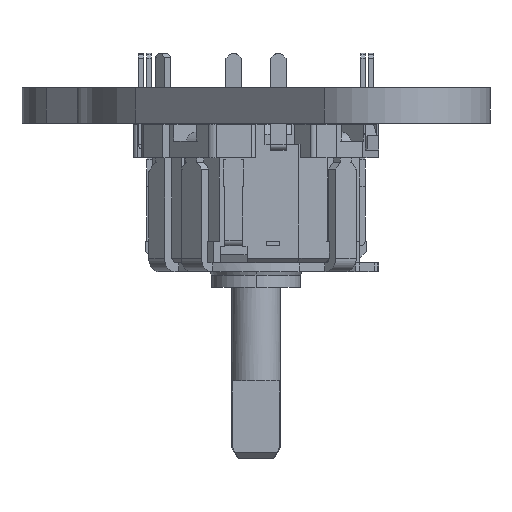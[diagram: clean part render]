
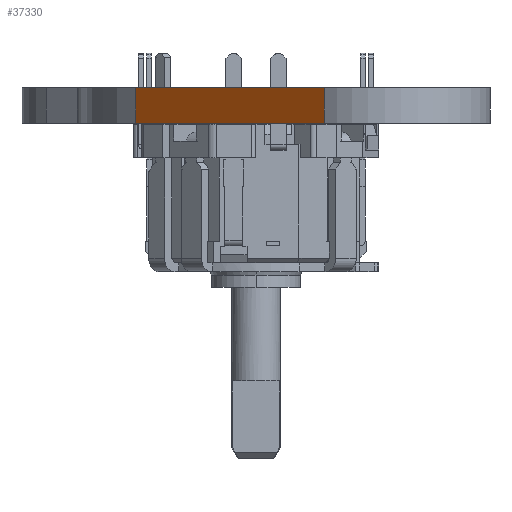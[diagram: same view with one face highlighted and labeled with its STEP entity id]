
A CAD part, front view. The second image highlights one B-rep face of the part: STEP entity #37330.
In plain terms, the highlighted planar face has unit normal (-0.71, -0.704, 0).
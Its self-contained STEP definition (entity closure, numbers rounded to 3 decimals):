
#37212 = EDGE_CURVE('',#37213,#37215,#37217,.T.);
#37213 = VERTEX_POINT('',#37214);
#37214 = CARTESIAN_POINT('',(3.05,-13.89,0.));
#37215 = VERTEX_POINT('',#37216);
#37216 = CARTESIAN_POINT('',(3.05,-13.89,1.6));
#37217 = SURFACE_CURVE('',#37218,(#37222,#37234),.PCURVE_S1.);
#37218 = LINE('',#37219,#37220);
#37219 = CARTESIAN_POINT('',(3.05,-13.89,0.));
#37220 = VECTOR('',#37221,1.);
#37221 = DIRECTION('',(0.,0.,1.));
#37222 = PCURVE('',#37223,#37228);
#37223 = CYLINDRICAL_SURFACE('',#37224,4.494);
#37224 = AXIS2_PLACEMENT_3D('',#37225,#37226,#37227);
#37225 = CARTESIAN_POINT('',(6.,-10.5,0.));
#37226 = DIRECTION('',(0.,0.,-1.));
#37227 = DIRECTION('',(1.,0.,0.));
#37228 = DEFINITIONAL_REPRESENTATION('',(#37229),#37233);
#37229 = LINE('',#37230,#37231);
#37230 = CARTESIAN_POINT('',(-3.996,0.));
#37231 = VECTOR('',#37232,1.);
#37232 = DIRECTION('',(0.,-1.));
#37233 = ( GEOMETRIC_REPRESENTATION_CONTEXT(2) 
PARAMETRIC_REPRESENTATION_CONTEXT() REPRESENTATION_CONTEXT('2D SPACE',''
  ) );
#37234 = PCURVE('',#37235,#37240);
#37235 = PLANE('',#37236);
#37236 = AXIS2_PLACEMENT_3D('',#37237,#37238,#37239);
#37237 = CARTESIAN_POINT('',(-5.388,-5.388,0.));
#37238 = DIRECTION('',(0.71,0.704,0.));
#37239 = DIRECTION('',(0.704,-0.71,0.));
#37240 = DEFINITIONAL_REPRESENTATION('',(#37241),#37245);
#37241 = LINE('',#37242,#37243);
#37242 = CARTESIAN_POINT('',(11.978,0.));
#37243 = VECTOR('',#37244,1.);
#37244 = DIRECTION('',(0.,-1.));
#37245 = ( GEOMETRIC_REPRESENTATION_CONTEXT(2) 
PARAMETRIC_REPRESENTATION_CONTEXT() REPRESENTATION_CONTEXT('2D SPACE',''
  ) );
#37264 = PLANE('',#37265);
#37265 = AXIS2_PLACEMENT_3D('',#37266,#37267,#37268);
#37266 = CARTESIAN_POINT('',(0.,0.,
    1.6));
#37267 = DIRECTION('',(0.,0.,1.));
#37268 = DIRECTION('',(1.,0.,0.));
#37319 = PLANE('',#37320);
#37320 = AXIS2_PLACEMENT_3D('',#37321,#37322,#37323);
#37321 = CARTESIAN_POINT('',(0.,0.,
    0.));
#37322 = DIRECTION('',(0.,0.,1.));
#37323 = DIRECTION('',(1.,0.,0.));
#37330 = ADVANCED_FACE('',(#37331),#37235,.F.);
#37331 = FACE_BOUND('',#37332,.F.);
#37332 = EDGE_LOOP('',(#37333,#37363,#37384,#37385));
#37333 = ORIENTED_EDGE('',*,*,#37334,.T.);
#37334 = EDGE_CURVE('',#37335,#37337,#37339,.T.);
#37335 = VERTEX_POINT('',#37336);
#37336 = CARTESIAN_POINT('',(-5.388,-5.388,0.));
#37337 = VERTEX_POINT('',#37338);
#37338 = CARTESIAN_POINT('',(-5.388,-5.388,1.6));
#37339 = SURFACE_CURVE('',#37340,(#37344,#37351),.PCURVE_S1.);
#37340 = LINE('',#37341,#37342);
#37341 = CARTESIAN_POINT('',(-5.388,-5.388,0.));
#37342 = VECTOR('',#37343,1.);
#37343 = DIRECTION('',(0.,0.,1.));
#37344 = PCURVE('',#37235,#37345);
#37345 = DEFINITIONAL_REPRESENTATION('',(#37346),#37350);
#37346 = LINE('',#37347,#37348);
#37347 = CARTESIAN_POINT('',(0.,0.));
#37348 = VECTOR('',#37349,1.);
#37349 = DIRECTION('',(0.,-1.));
#37350 = ( GEOMETRIC_REPRESENTATION_CONTEXT(2) 
PARAMETRIC_REPRESENTATION_CONTEXT() REPRESENTATION_CONTEXT('2D SPACE',''
  ) );
#37351 = PCURVE('',#37352,#37357);
#37352 = CYLINDRICAL_SURFACE('',#37353,7.62);
#37353 = AXIS2_PLACEMENT_3D('',#37354,#37355,#37356);
#37354 = CARTESIAN_POINT('',(0.,0.,0.));
#37355 = DIRECTION('',(0.,0.,-1.));
#37356 = DIRECTION('',(1.,0.,0.));
#37357 = DEFINITIONAL_REPRESENTATION('',(#37358),#37362);
#37358 = LINE('',#37359,#37360);
#37359 = CARTESIAN_POINT('',(-3.927,0.));
#37360 = VECTOR('',#37361,1.);
#37361 = DIRECTION('',(0.,-1.));
#37362 = ( GEOMETRIC_REPRESENTATION_CONTEXT(2) 
PARAMETRIC_REPRESENTATION_CONTEXT() REPRESENTATION_CONTEXT('2D SPACE',''
  ) );
#37363 = ORIENTED_EDGE('',*,*,#37364,.T.);
#37364 = EDGE_CURVE('',#37337,#37215,#37365,.T.);
#37365 = SURFACE_CURVE('',#37366,(#37370,#37377),.PCURVE_S1.);
#37366 = LINE('',#37367,#37368);
#37367 = CARTESIAN_POINT('',(-5.388,-5.388,1.6));
#37368 = VECTOR('',#37369,1.);
#37369 = DIRECTION('',(0.704,-0.71,0.));
#37370 = PCURVE('',#37235,#37371);
#37371 = DEFINITIONAL_REPRESENTATION('',(#37372),#37376);
#37372 = LINE('',#37373,#37374);
#37373 = CARTESIAN_POINT('',(0.,-1.6));
#37374 = VECTOR('',#37375,1.);
#37375 = DIRECTION('',(1.,0.));
#37376 = ( GEOMETRIC_REPRESENTATION_CONTEXT(2) 
PARAMETRIC_REPRESENTATION_CONTEXT() REPRESENTATION_CONTEXT('2D SPACE',''
  ) );
#37377 = PCURVE('',#37264,#37378);
#37378 = DEFINITIONAL_REPRESENTATION('',(#37379),#37383);
#37379 = LINE('',#37380,#37381);
#37380 = CARTESIAN_POINT('',(-5.388,-5.388));
#37381 = VECTOR('',#37382,1.);
#37382 = DIRECTION('',(0.704,-0.71));
#37383 = ( GEOMETRIC_REPRESENTATION_CONTEXT(2) 
PARAMETRIC_REPRESENTATION_CONTEXT() REPRESENTATION_CONTEXT('2D SPACE',''
  ) );
#37384 = ORIENTED_EDGE('',*,*,#37212,.F.);
#37385 = ORIENTED_EDGE('',*,*,#37386,.F.);
#37386 = EDGE_CURVE('',#37335,#37213,#37387,.T.);
#37387 = SURFACE_CURVE('',#37388,(#37392,#37399),.PCURVE_S1.);
#37388 = LINE('',#37389,#37390);
#37389 = CARTESIAN_POINT('',(-5.388,-5.388,0.));
#37390 = VECTOR('',#37391,1.);
#37391 = DIRECTION('',(0.704,-0.71,0.));
#37392 = PCURVE('',#37235,#37393);
#37393 = DEFINITIONAL_REPRESENTATION('',(#37394),#37398);
#37394 = LINE('',#37395,#37396);
#37395 = CARTESIAN_POINT('',(0.,0.));
#37396 = VECTOR('',#37397,1.);
#37397 = DIRECTION('',(1.,0.));
#37398 = ( GEOMETRIC_REPRESENTATION_CONTEXT(2) 
PARAMETRIC_REPRESENTATION_CONTEXT() REPRESENTATION_CONTEXT('2D SPACE',''
  ) );
#37399 = PCURVE('',#37319,#37400);
#37400 = DEFINITIONAL_REPRESENTATION('',(#37401),#37405);
#37401 = LINE('',#37402,#37403);
#37402 = CARTESIAN_POINT('',(-5.388,-5.388));
#37403 = VECTOR('',#37404,1.);
#37404 = DIRECTION('',(0.704,-0.71));
#37405 = ( GEOMETRIC_REPRESENTATION_CONTEXT(2) 
PARAMETRIC_REPRESENTATION_CONTEXT() REPRESENTATION_CONTEXT('2D SPACE',''
  ) );
